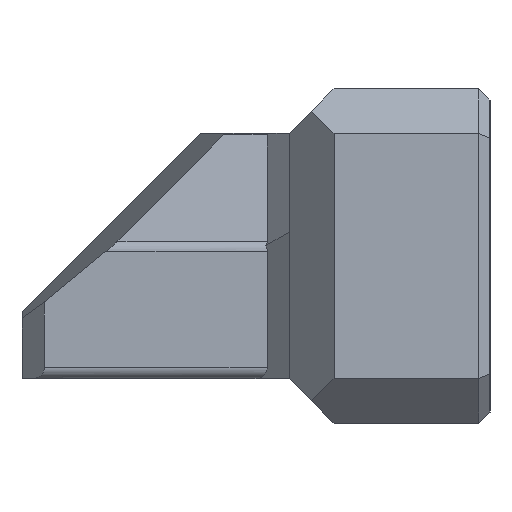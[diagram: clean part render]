
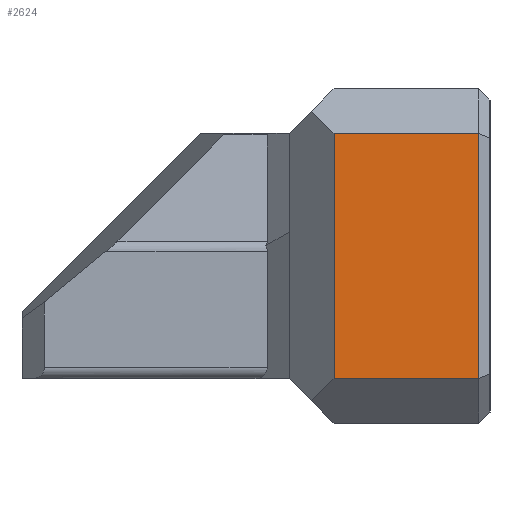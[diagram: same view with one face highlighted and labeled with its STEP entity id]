
A CAD part, left-side view. The second image highlights one B-rep face of the part: STEP entity #2624.
In plain terms, the highlighted planar face has unit normal (-1, 0, 0).
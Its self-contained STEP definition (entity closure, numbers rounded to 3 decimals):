
#7 = CARTESIAN_POINT ( 'NONE',  ( 0., 9., 0. ) ) ;
#19 = DIRECTION ( 'NONE',  ( 0., 1., 0. ) ) ;
#39 = VECTOR ( 'NONE', #2977, 1000. ) ;
#68 = CARTESIAN_POINT ( 'NONE',  ( 0., 7., 2. ) ) ;
#225 = CARTESIAN_POINT ( 'NONE',  ( 0., 7., 13. ) ) ;
#300 = ORIENTED_EDGE ( 'NONE', *, *, #396, .T. ) ;
#351 = LINE ( 'NONE', #1957, #39 ) ;
#396 = EDGE_CURVE ( 'NONE', #2192, #2418, #351, .T. ) ;
#481 = DIRECTION ( 'NONE',  ( 0., -1., 0. ) ) ;
#492 = DIRECTION ( 'NONE',  ( 0., 0., 1. ) ) ;
#569 = ORIENTED_EDGE ( 'NONE', *, *, #1071, .T. ) ;
#637 = ORIENTED_EDGE ( 'NONE', *, *, #3969, .T. ) ;
#857 = CARTESIAN_POINT ( 'NONE',  ( 0., 0.5, 13. ) ) ;
#1071 = EDGE_CURVE ( 'NONE', #1273, #2192, #1987, .T. ) ;
#1273 = VERTEX_POINT ( 'NONE', #857 ) ;
#1281 = ORIENTED_EDGE ( 'NONE', *, *, #3053, .T. ) ;
#1349 = VECTOR ( 'NONE', #19, 1000. ) ;
#1665 = PLANE ( 'NONE',  #3834 ) ;
#1709 = VERTEX_POINT ( 'NONE', #3173 ) ;
#1952 = DIRECTION ( 'NONE',  ( 0., 0., -1. ) ) ;
#1957 = CARTESIAN_POINT ( 'NONE',  ( 0., 7., 2. ) ) ;
#1986 = VECTOR ( 'NONE', #492, 1000. ) ;
#1987 = LINE ( 'NONE', #3001, #1349 ) ;
#2192 = VERTEX_POINT ( 'NONE', #225 ) ;
#2418 = VERTEX_POINT ( 'NONE', #68 ) ;
#2487 = LINE ( 'NONE', #3784, #2541 ) ;
#2541 = VECTOR ( 'NONE', #481, 1000. ) ;
#2624 = ADVANCED_FACE ( 'NONE', ( #2952 ), #1665, .F. ) ;
#2628 = CARTESIAN_POINT ( 'NONE',  ( 0., 0.5, 0. ) ) ;
#2952 = FACE_OUTER_BOUND ( 'NONE', #3786, .T. ) ;
#2977 = DIRECTION ( 'NONE',  ( 0., 0., -1. ) ) ;
#3001 = CARTESIAN_POINT ( 'NONE',  ( 0., 9., 13. ) ) ;
#3053 = EDGE_CURVE ( 'NONE', #1709, #1273, #4291, .T. ) ;
#3173 = CARTESIAN_POINT ( 'NONE',  ( 0., 0.5, 2. ) ) ;
#3784 = CARTESIAN_POINT ( 'NONE',  ( 0., 0., 2. ) ) ;
#3786 = EDGE_LOOP ( 'NONE', ( #637, #1281, #569, #300 ) ) ;
#3834 = AXIS2_PLACEMENT_3D ( 'NONE', #7, #4281, #1952 ) ;
#3969 = EDGE_CURVE ( 'NONE', #2418, #1709, #2487, .T. ) ;
#4281 = DIRECTION ( 'NONE',  ( 1., 0., 0. ) ) ;
#4291 = LINE ( 'NONE', #2628, #1986 ) ;
